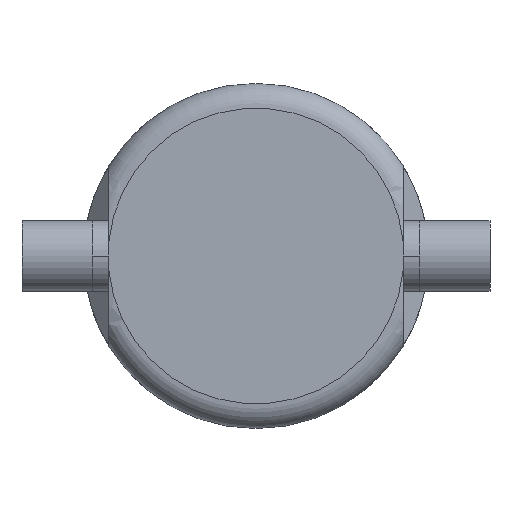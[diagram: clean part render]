
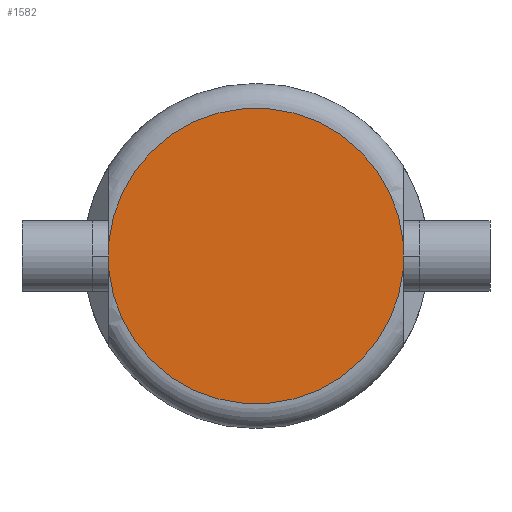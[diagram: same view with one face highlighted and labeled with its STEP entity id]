
A CAD part, front view. The second image highlights one B-rep face of the part: STEP entity #1582.
In plain terms, the highlighted planar face has unit normal (0, -1, 0).
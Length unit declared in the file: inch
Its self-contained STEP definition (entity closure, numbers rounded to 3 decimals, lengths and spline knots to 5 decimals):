
#3 = DIRECTION ( 'NONE',  ( 0., 0., -1. ) ) ;
#69 = DIRECTION ( 'NONE',  ( -1., 0., 0. ) ) ;
#197 = VERTEX_POINT ( 'NONE', #250 ) ;
#221 = VERTEX_POINT ( 'NONE', #256 ) ;
#250 = CARTESIAN_POINT ( 'NONE',  ( 1.045, 0.33, -0.10235 ) ) ;
#256 = CARTESIAN_POINT ( 'NONE',  ( -1.045, 0.33, 0.10235 ) ) ;
#347 = CARTESIAN_POINT ( 'NONE',  ( 0., 0.33, 0. ) ) ;
#422 = VERTEX_POINT ( 'NONE', #1799 ) ;
#496 = DIRECTION ( 'NONE',  ( 0., 1., 0. ) ) ;
#526 = CARTESIAN_POINT ( 'NONE',  ( -1.045, 0.33, -0.10235 ) ) ;
#550 = VERTEX_POINT ( 'NONE', #526 ) ;
#986 = CIRCLE ( 'NONE', #2547, 1.05 ) ;
#1021 = DIRECTION ( 'NONE',  ( 1., 0., 0. ) ) ;
#1028 = EDGE_CURVE ( 'NONE', #197, #550, #986, .T. ) ;
#1120 = ORIENTED_EDGE ( 'NONE', *, *, #2685, .T. ) ;
#1223 = DIRECTION ( 'NONE',  ( 0., 1., 0. ) ) ;
#1417 = CARTESIAN_POINT ( 'NONE',  ( 0., 0.33, 0. ) ) ;
#1542 = CARTESIAN_POINT ( 'NONE',  ( 1.045, 0.33, 0. ) ) ;
#1582 = ADVANCED_FACE ( 'NONE', ( #2351 ), #2728, .T. ) ;
#1639 = ORIENTED_EDGE ( 'NONE', *, *, #1028, .F. ) ;
#1657 = ORIENTED_EDGE ( 'NONE', *, *, #2245, .F. ) ;
#1738 = AXIS2_PLACEMENT_3D ( 'NONE', #1780, #496, #69 ) ;
#1769 = CIRCLE ( 'NONE', #1738, 1.05 ) ;
#1780 = CARTESIAN_POINT ( 'NONE',  ( 0., 0.33, 0. ) ) ;
#1799 = CARTESIAN_POINT ( 'NONE',  ( 1.045, 0.33, 0.10235 ) ) ;
#1858 = DIRECTION ( 'NONE',  ( -1., 0., 0. ) ) ;
#1881 = DIRECTION ( 'NONE',  ( 0., -1., 0. ) ) ;
#1893 = ORIENTED_EDGE ( 'NONE', *, *, #2285, .T. ) ;
#1904 = LINE ( 'NONE', #1542, #2691 ) ;
#1972 = DIRECTION ( 'NONE',  ( 0., 0., 1. ) ) ;
#2102 = LINE ( 'NONE', #2355, #2212 ) ;
#2127 = EDGE_LOOP ( 'NONE', ( #1639, #1893, #1657, #1120 ) ) ;
#2212 = VECTOR ( 'NONE', #3, 39.37008 ) ;
#2245 = EDGE_CURVE ( 'NONE', #221, #422, #1769, .T. ) ;
#2285 = EDGE_CURVE ( 'NONE', #197, #422, #1904, .T. ) ;
#2329 = AXIS2_PLACEMENT_3D ( 'NONE', #1417, #1881, #1021 ) ;
#2351 = FACE_OUTER_BOUND ( 'NONE', #2127, .T. ) ;
#2355 = CARTESIAN_POINT ( 'NONE',  ( -1.045, 0.33, -0.75 ) ) ;
#2547 = AXIS2_PLACEMENT_3D ( 'NONE', #347, #1223, #1858 ) ;
#2685 = EDGE_CURVE ( 'NONE', #221, #550, #2102, .T. ) ;
#2691 = VECTOR ( 'NONE', #1972, 39.37008 ) ;
#2728 = PLANE ( 'NONE',  #2329 ) ;
